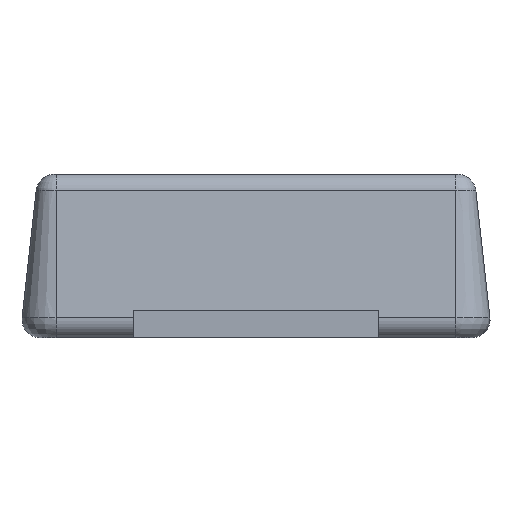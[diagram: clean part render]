
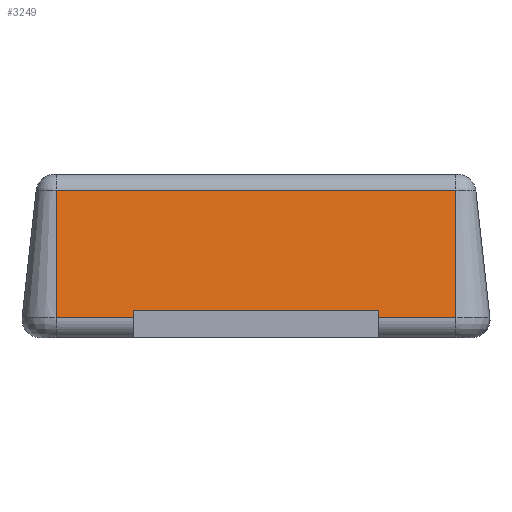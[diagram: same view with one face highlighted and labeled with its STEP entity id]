
A CAD part, left-side view. The second image highlights one B-rep face of the part: STEP entity #3249.
In plain terms, the highlighted planar face has unit normal (-0.994, 0, 0.11).
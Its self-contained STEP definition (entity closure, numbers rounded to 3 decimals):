
#103 = CYLINDRICAL_SURFACE('',#104,0.1);
#104 = AXIS2_PLACEMENT_3D('',#105,#106,#107);
#105 = CARTESIAN_POINT('',(-1.96,1.1,0.8));
#106 = DIRECTION('',(0.,-1.,-0.));
#107 = DIRECTION('',(-0.,0.,1.));
#241 = VERTEX_POINT('',#242);
#242 = CARTESIAN_POINT('',(-2.06,-1.1,0.811));
#259 = CONICAL_SURFACE('',#260,0.1,0.111);
#260 = AXIS2_PLACEMENT_3D('',#261,#262,#263);
#261 = CARTESIAN_POINT('',(-1.95,-1.1,0.9));
#262 = DIRECTION('',(-0.,-0.,-1.));
#263 = DIRECTION('',(1.,0.,0.));
#660 = VERTEX_POINT('',#661);
#661 = CARTESIAN_POINT('',(-2.06,1.1,0.811));
#676 = CONICAL_SURFACE('',#677,0.1,0.111);
#677 = AXIS2_PLACEMENT_3D('',#678,#679,#680);
#678 = CARTESIAN_POINT('',(-1.95,1.1,0.9));
#679 = DIRECTION('',(-0.,-0.,-1.));
#680 = DIRECTION('',(1.,0.,0.));
#716 = EDGE_CURVE('',#660,#241,#717,.T.);
#717 = SURFACE_CURVE('',#718,(#722,#729),.PCURVE_S1.);
#718 = LINE('',#719,#720);
#719 = CARTESIAN_POINT('',(-2.06,1.1,0.811));
#720 = VECTOR('',#721,1.);
#721 = DIRECTION('',(0.,-1.,-0.));
#722 = PCURVE('',#103,#723);
#723 = DEFINITIONAL_REPRESENTATION('',(#724),#728);
#724 = LINE('',#725,#726);
#725 = CARTESIAN_POINT('',(1.46,0.));
#726 = VECTOR('',#727,1.);
#727 = DIRECTION('',(0.,1.));
#728 = ( GEOMETRIC_REPRESENTATION_CONTEXT(2) 
PARAMETRIC_REPRESENTATION_CONTEXT() REPRESENTATION_CONTEXT('2D SPACE',''
  ) );
#729 = PCURVE('',#730,#735);
#730 = PLANE('',#731);
#731 = AXIS2_PLACEMENT_3D('',#732,#733,#734);
#732 = CARTESIAN_POINT('',(-2.15,-1.1,0.));
#733 = DIRECTION('',(-0.994,0.,0.11)
  );
#734 = DIRECTION('',(0.,1.,0.));
#735 = DEFINITIONAL_REPRESENTATION('',(#736),#740);
#736 = LINE('',#737,#738);
#737 = CARTESIAN_POINT('',(2.2,-0.816));
#738 = VECTOR('',#739,1.);
#739 = DIRECTION('',(-1.,0.));
#740 = ( GEOMETRIC_REPRESENTATION_CONTEXT(2) 
PARAMETRIC_REPRESENTATION_CONTEXT() REPRESENTATION_CONTEXT('2D SPACE',''
  ) );
#747 = EDGE_CURVE('',#241,#748,#750,.T.);
#748 = VERTEX_POINT('',#749);
#749 = CARTESIAN_POINT('',(-2.138,-1.1,0.111));
#750 = SURFACE_CURVE('',#751,(#754,#760),.PCURVE_S1.);
#751 = B_SPLINE_CURVE_WITH_KNOTS('',1,(#752,#753),.UNSPECIFIED.,.F.,.F.,
  (2,2),(0.,1.),.PIECEWISE_BEZIER_KNOTS.);
#752 = CARTESIAN_POINT('',(-2.05,-1.1,0.9));
#753 = CARTESIAN_POINT('',(-2.15,-1.1,0.));
#754 = PCURVE('',#259,#755);
#755 = DEFINITIONAL_REPRESENTATION('',(#756),#759);
#756 = B_SPLINE_CURVE_WITH_KNOTS('',1,(#757,#758),.UNSPECIFIED.,.F.,.F.,
  (2,2),(0.,1.),.PIECEWISE_BEZIER_KNOTS.);
#757 = CARTESIAN_POINT('',(3.142,0.));
#758 = CARTESIAN_POINT('',(3.142,0.9));
#759 = ( GEOMETRIC_REPRESENTATION_CONTEXT(2) 
PARAMETRIC_REPRESENTATION_CONTEXT() REPRESENTATION_CONTEXT('2D SPACE',''
  ) );
#760 = PCURVE('',#730,#761);
#761 = DEFINITIONAL_REPRESENTATION('',(#762),#765);
#762 = B_SPLINE_CURVE_WITH_KNOTS('',1,(#763,#764),.UNSPECIFIED.,.F.,.F.,
  (2,2),(0.,1.),.PIECEWISE_BEZIER_KNOTS.);
#763 = CARTESIAN_POINT('',(0.,-0.906));
#764 = CARTESIAN_POINT('',(0.,0.));
#765 = ( GEOMETRIC_REPRESENTATION_CONTEXT(2) 
PARAMETRIC_REPRESENTATION_CONTEXT() REPRESENTATION_CONTEXT('2D SPACE',''
  ) );
#3196 = VERTEX_POINT('',#3197);
#3197 = CARTESIAN_POINT('',(-2.138,1.1,0.111));
#3231 = EDGE_CURVE('',#660,#3196,#3232,.T.);
#3232 = SURFACE_CURVE('',#3233,(#3236,#3242),.PCURVE_S1.);
#3233 = B_SPLINE_CURVE_WITH_KNOTS('',1,(#3234,#3235),.UNSPECIFIED.,.F.,
  .F.,(2,2),(0.,1.),.PIECEWISE_BEZIER_KNOTS.);
#3234 = CARTESIAN_POINT('',(-2.05,1.1,0.9));
#3235 = CARTESIAN_POINT('',(-2.15,1.1,0.));
#3236 = PCURVE('',#676,#3237);
#3237 = DEFINITIONAL_REPRESENTATION('',(#3238),#3241);
#3238 = B_SPLINE_CURVE_WITH_KNOTS('',1,(#3239,#3240),.UNSPECIFIED.,.F.,
  .F.,(2,2),(0.,1.),.PIECEWISE_BEZIER_KNOTS.);
#3239 = CARTESIAN_POINT('',(3.142,0.));
#3240 = CARTESIAN_POINT('',(3.142,0.9));
#3241 = ( GEOMETRIC_REPRESENTATION_CONTEXT(2) 
PARAMETRIC_REPRESENTATION_CONTEXT() REPRESENTATION_CONTEXT('2D SPACE',''
  ) );
#3242 = PCURVE('',#730,#3243);
#3243 = DEFINITIONAL_REPRESENTATION('',(#3244),#3247);
#3244 = B_SPLINE_CURVE_WITH_KNOTS('',1,(#3245,#3246),.UNSPECIFIED.,.F.,
  .F.,(2,2),(0.,1.),.PIECEWISE_BEZIER_KNOTS.);
#3245 = CARTESIAN_POINT('',(2.2,-0.906));
#3246 = CARTESIAN_POINT('',(2.2,0.));
#3247 = ( GEOMETRIC_REPRESENTATION_CONTEXT(2) 
PARAMETRIC_REPRESENTATION_CONTEXT() REPRESENTATION_CONTEXT('2D SPACE',''
  ) );
#3249 = ADVANCED_FACE('',(#3250),#730,.T.);
#3250 = FACE_BOUND('',#3251,.T.);
#3251 = EDGE_LOOP('',(#3252,#3253,#3254,#3255,#3283,#3311,#3339,#3367));
#3252 = ORIENTED_EDGE('',*,*,#747,.F.);
#3253 = ORIENTED_EDGE('',*,*,#716,.F.);
#3254 = ORIENTED_EDGE('',*,*,#3231,.T.);
#3255 = ORIENTED_EDGE('',*,*,#3256,.F.);
#3256 = EDGE_CURVE('',#3257,#3196,#3259,.T.);
#3257 = VERTEX_POINT('',#3258);
#3258 = CARTESIAN_POINT('',(-2.138,0.675,0.111));
#3259 = SURFACE_CURVE('',#3260,(#3264,#3271),.PCURVE_S1.);
#3260 = LINE('',#3261,#3262);
#3261 = CARTESIAN_POINT('',(-2.138,0.675,0.111));
#3262 = VECTOR('',#3263,1.);
#3263 = DIRECTION('',(0.,1.,0.));
#3264 = PCURVE('',#730,#3265);
#3265 = DEFINITIONAL_REPRESENTATION('',(#3266),#3270);
#3266 = LINE('',#3267,#3268);
#3267 = CARTESIAN_POINT('',(1.775,-0.112));
#3268 = VECTOR('',#3269,1.);
#3269 = DIRECTION('',(1.,0.));
#3270 = ( GEOMETRIC_REPRESENTATION_CONTEXT(2) 
PARAMETRIC_REPRESENTATION_CONTEXT() REPRESENTATION_CONTEXT('2D SPACE',''
  ) );
#3271 = PCURVE('',#3272,#3277);
#3272 = CYLINDRICAL_SURFACE('',#3273,0.1);
#3273 = AXIS2_PLACEMENT_3D('',#3274,#3275,#3276);
#3274 = CARTESIAN_POINT('',(-2.038,0.675,0.1));
#3275 = DIRECTION('',(0.,1.,0.));
#3276 = DIRECTION('',(-0.994,0.,0.11)
  );
#3277 = DEFINITIONAL_REPRESENTATION('',(#3278),#3282);
#3278 = LINE('',#3279,#3280);
#3279 = CARTESIAN_POINT('',(6.283,0.));
#3280 = VECTOR('',#3281,1.);
#3281 = DIRECTION('',(-0.,1.));
#3282 = ( GEOMETRIC_REPRESENTATION_CONTEXT(2) 
PARAMETRIC_REPRESENTATION_CONTEXT() REPRESENTATION_CONTEXT('2D SPACE',''
  ) );
#3283 = ORIENTED_EDGE('',*,*,#3284,.T.);
#3284 = EDGE_CURVE('',#3257,#3285,#3287,.T.);
#3285 = VERTEX_POINT('',#3286);
#3286 = CARTESIAN_POINT('',(-2.133,0.675,0.15));
#3287 = SURFACE_CURVE('',#3288,(#3292,#3299),.PCURVE_S1.);
#3288 = LINE('',#3289,#3290);
#3289 = CARTESIAN_POINT('',(-2.147,0.675,0.027));
#3290 = VECTOR('',#3291,1.);
#3291 = DIRECTION('',(0.11,0.,0.994));
#3292 = PCURVE('',#730,#3293);
#3293 = DEFINITIONAL_REPRESENTATION('',(#3294),#3298);
#3294 = LINE('',#3295,#3296);
#3295 = CARTESIAN_POINT('',(1.775,-0.028));
#3296 = VECTOR('',#3297,1.);
#3297 = DIRECTION('',(0.,-1.));
#3298 = ( GEOMETRIC_REPRESENTATION_CONTEXT(2) 
PARAMETRIC_REPRESENTATION_CONTEXT() REPRESENTATION_CONTEXT('2D SPACE',''
  ) );
#3299 = PCURVE('',#3300,#3305);
#3300 = PLANE('',#3301);
#3301 = AXIS2_PLACEMENT_3D('',#3302,#3303,#3304);
#3302 = CARTESIAN_POINT('',(-1.65,0.675,0.));
#3303 = DIRECTION('',(0.,-1.,0.));
#3304 = DIRECTION('',(-1.,0.,0.));
#3305 = DEFINITIONAL_REPRESENTATION('',(#3306),#3310);
#3306 = LINE('',#3307,#3308);
#3307 = CARTESIAN_POINT('',(0.497,-0.027));
#3308 = VECTOR('',#3309,1.);
#3309 = DIRECTION('',(-0.11,-0.994));
#3310 = ( GEOMETRIC_REPRESENTATION_CONTEXT(2) 
PARAMETRIC_REPRESENTATION_CONTEXT() REPRESENTATION_CONTEXT('2D SPACE',''
  ) );
#3311 = ORIENTED_EDGE('',*,*,#3312,.F.);
#3312 = EDGE_CURVE('',#3313,#3285,#3315,.T.);
#3313 = VERTEX_POINT('',#3314);
#3314 = CARTESIAN_POINT('',(-2.133,-0.675,0.15));
#3315 = SURFACE_CURVE('',#3316,(#3320,#3327),.PCURVE_S1.);
#3316 = LINE('',#3317,#3318);
#3317 = CARTESIAN_POINT('',(-2.133,-0.55,0.15));
#3318 = VECTOR('',#3319,1.);
#3319 = DIRECTION('',(0.,1.,0.));
#3320 = PCURVE('',#730,#3321);
#3321 = DEFINITIONAL_REPRESENTATION('',(#3322),#3326);
#3322 = LINE('',#3323,#3324);
#3323 = CARTESIAN_POINT('',(0.55,-0.151));
#3324 = VECTOR('',#3325,1.);
#3325 = DIRECTION('',(1.,0.));
#3326 = ( GEOMETRIC_REPRESENTATION_CONTEXT(2) 
PARAMETRIC_REPRESENTATION_CONTEXT() REPRESENTATION_CONTEXT('2D SPACE',''
  ) );
#3327 = PCURVE('',#3328,#3333);
#3328 = PLANE('',#3329);
#3329 = AXIS2_PLACEMENT_3D('',#3330,#3331,#3332);
#3330 = CARTESIAN_POINT('',(-1.9,0.,0.15));
#3331 = DIRECTION('',(0.,0.,1.));
#3332 = DIRECTION('',(1.,0.,-0.));
#3333 = DEFINITIONAL_REPRESENTATION('',(#3334),#3338);
#3334 = LINE('',#3335,#3336);
#3335 = CARTESIAN_POINT('',(-0.233,-0.55));
#3336 = VECTOR('',#3337,1.);
#3337 = DIRECTION('',(0.,1.));
#3338 = ( GEOMETRIC_REPRESENTATION_CONTEXT(2) 
PARAMETRIC_REPRESENTATION_CONTEXT() REPRESENTATION_CONTEXT('2D SPACE',''
  ) );
#3339 = ORIENTED_EDGE('',*,*,#3340,.T.);
#3340 = EDGE_CURVE('',#3313,#3341,#3343,.T.);
#3341 = VERTEX_POINT('',#3342);
#3342 = CARTESIAN_POINT('',(-2.138,-0.675,0.111));
#3343 = SURFACE_CURVE('',#3344,(#3348,#3355),.PCURVE_S1.);
#3344 = LINE('',#3345,#3346);
#3345 = CARTESIAN_POINT('',(-2.15,-0.675,0.));
#3346 = VECTOR('',#3347,1.);
#3347 = DIRECTION('',(-0.11,0.,-0.994));
#3348 = PCURVE('',#730,#3349);
#3349 = DEFINITIONAL_REPRESENTATION('',(#3350),#3354);
#3350 = LINE('',#3351,#3352);
#3351 = CARTESIAN_POINT('',(0.425,0.));
#3352 = VECTOR('',#3353,1.);
#3353 = DIRECTION('',(0.,1.));
#3354 = ( GEOMETRIC_REPRESENTATION_CONTEXT(2) 
PARAMETRIC_REPRESENTATION_CONTEXT() REPRESENTATION_CONTEXT('2D SPACE',''
  ) );
#3355 = PCURVE('',#3356,#3361);
#3356 = PLANE('',#3357);
#3357 = AXIS2_PLACEMENT_3D('',#3358,#3359,#3360);
#3358 = CARTESIAN_POINT('',(-2.15,-0.675,0.));
#3359 = DIRECTION('',(0.,1.,0.));
#3360 = DIRECTION('',(1.,0.,0.));
#3361 = DEFINITIONAL_REPRESENTATION('',(#3362),#3366);
#3362 = LINE('',#3363,#3364);
#3363 = CARTESIAN_POINT('',(0.,0.));
#3364 = VECTOR('',#3365,1.);
#3365 = DIRECTION('',(-0.11,0.994));
#3366 = ( GEOMETRIC_REPRESENTATION_CONTEXT(2) 
PARAMETRIC_REPRESENTATION_CONTEXT() REPRESENTATION_CONTEXT('2D SPACE',''
  ) );
#3367 = ORIENTED_EDGE('',*,*,#3368,.T.);
#3368 = EDGE_CURVE('',#3341,#748,#3369,.T.);
#3369 = SURFACE_CURVE('',#3370,(#3374,#3381),.PCURVE_S1.);
#3370 = LINE('',#3371,#3372);
#3371 = CARTESIAN_POINT('',(-2.138,-0.675,0.111));
#3372 = VECTOR('',#3373,1.);
#3373 = DIRECTION('',(0.,-1.,-0.));
#3374 = PCURVE('',#730,#3375);
#3375 = DEFINITIONAL_REPRESENTATION('',(#3376),#3380);
#3376 = LINE('',#3377,#3378);
#3377 = CARTESIAN_POINT('',(0.425,-0.112));
#3378 = VECTOR('',#3379,1.);
#3379 = DIRECTION('',(-1.,0.));
#3380 = ( GEOMETRIC_REPRESENTATION_CONTEXT(2) 
PARAMETRIC_REPRESENTATION_CONTEXT() REPRESENTATION_CONTEXT('2D SPACE',''
  ) );
#3381 = PCURVE('',#3382,#3387);
#3382 = CYLINDRICAL_SURFACE('',#3383,0.1);
#3383 = AXIS2_PLACEMENT_3D('',#3384,#3385,#3386);
#3384 = CARTESIAN_POINT('',(-2.038,-0.675,0.1));
#3385 = DIRECTION('',(0.,-1.,-0.));
#3386 = DIRECTION('',(-0.994,0.,0.11)
  );
#3387 = DEFINITIONAL_REPRESENTATION('',(#3388),#3392);
#3388 = LINE('',#3389,#3390);
#3389 = CARTESIAN_POINT('',(0.,0.));
#3390 = VECTOR('',#3391,1.);
#3391 = DIRECTION('',(0.,1.));
#3392 = ( GEOMETRIC_REPRESENTATION_CONTEXT(2) 
PARAMETRIC_REPRESENTATION_CONTEXT() REPRESENTATION_CONTEXT('2D SPACE',''
  ) );
